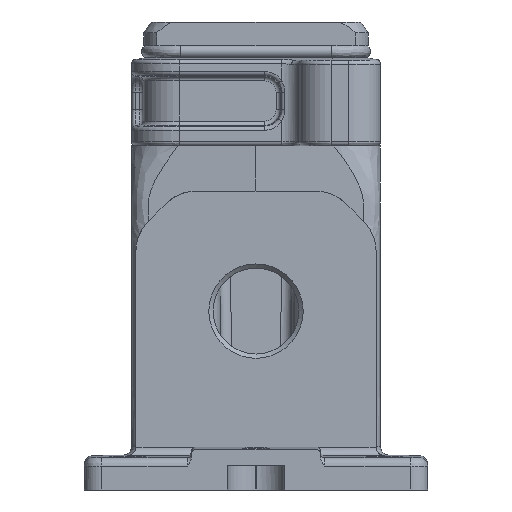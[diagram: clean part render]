
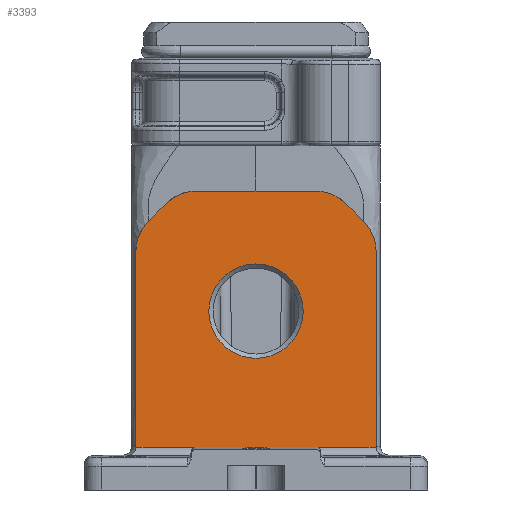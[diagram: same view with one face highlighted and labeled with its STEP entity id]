
A CAD part, left-side view. The second image highlights one B-rep face of the part: STEP entity #3393.
In plain terms, the highlighted planar face has unit normal (-1, 0, 0).
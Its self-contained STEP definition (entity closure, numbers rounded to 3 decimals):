
#1430=ELLIPSE('',#21318,2.,2.);
#1431=ELLIPSE('',#21319,1.,1.);
#1432=ELLIPSE('',#21320,1.,1.);
#1433=ELLIPSE('',#21321,2.,2.);
#3393=ADVANCED_FACE('',(#4880,#4881),#4005,.F.);
#4005=PLANE('',#21322);
#4657=CIRCLE('',#21313,11.);
#4658=CIRCLE('',#21314,10.);
#4659=CIRCLE('',#21315,10.);
#4660=CIRCLE('',#21316,10.);
#4661=CIRCLE('',#21317,10.);
#4880=FACE_BOUND('',#5789,.T.);
#4881=FACE_BOUND('',#5790,.T.);
#5789=EDGE_LOOP('',(#9951));
#5790=EDGE_LOOP('',(#9952,#9953,#9954,#9955,#9956,#9957,#9958,#9959,#9960,
#9961,#9962,#9963,#9964,#9965,#9966,#9967));
#9951=ORIENTED_EDGE('',*,*,#14692,.T.);
#9952=ORIENTED_EDGE('',*,*,#14682,.F.);
#9953=ORIENTED_EDGE('',*,*,#14693,.T.);
#9954=ORIENTED_EDGE('',*,*,#14684,.F.);
#9955=ORIENTED_EDGE('',*,*,#14694,.T.);
#9956=ORIENTED_EDGE('',*,*,#14690,.F.);
#9957=ORIENTED_EDGE('',*,*,#14695,.F.);
#9958=ORIENTED_EDGE('',*,*,#14696,.T.);
#9959=ORIENTED_EDGE('',*,*,#14697,.F.);
#9960=ORIENTED_EDGE('',*,*,#14698,.T.);
#9961=ORIENTED_EDGE('',*,*,#14699,.F.);
#9962=ORIENTED_EDGE('',*,*,#14700,.F.);
#9963=ORIENTED_EDGE('',*,*,#14701,.F.);
#9964=ORIENTED_EDGE('',*,*,#14654,.T.);
#9965=ORIENTED_EDGE('',*,*,#14702,.T.);
#9966=ORIENTED_EDGE('',*,*,#14703,.T.);
#9967=ORIENTED_EDGE('',*,*,#14704,.T.);
#12370=VERTEX_POINT('',#34630);
#12371=VERTEX_POINT('',#34631);
#12385=VERTEX_POINT('',#34782);
#12386=VERTEX_POINT('',#34784);
#12387=VERTEX_POINT('',#34788);
#12388=VERTEX_POINT('',#34789);
#12391=VERTEX_POINT('',#34801);
#12392=VERTEX_POINT('',#34803);
#12393=VERTEX_POINT('',#34807);
#12394=VERTEX_POINT('',#34811);
#12395=VERTEX_POINT('',#34813);
#12396=VERTEX_POINT('',#34815);
#12397=VERTEX_POINT('',#34817);
#12398=VERTEX_POINT('',#34819);
#12399=VERTEX_POINT('',#34821);
#12400=VERTEX_POINT('',#34824);
#12401=VERTEX_POINT('',#34826);
#14654=EDGE_CURVE('',#12370,#12371,#16969,.T.);
#14682=EDGE_CURVE('',#12385,#12386,#16979,.T.);
#14684=EDGE_CURVE('',#12387,#12388,#16981,.T.);
#14690=EDGE_CURVE('',#12391,#12392,#16986,.T.);
#14692=EDGE_CURVE('',#12393,#12393,#4657,.T.);
#14693=EDGE_CURVE('',#12385,#12388,#4658,.T.);
#14694=EDGE_CURVE('',#12387,#12392,#4659,.T.);
#14695=EDGE_CURVE('',#12394,#12391,#4660,.T.);
#14696=EDGE_CURVE('',#12394,#12395,#16988,.T.);
#14697=EDGE_CURVE('',#12396,#12395,#4661,.T.);
#14698=EDGE_CURVE('',#12396,#12397,#16989,.T.);
#14699=EDGE_CURVE('',#12398,#12397,#1430,.T.);
#14700=EDGE_CURVE('',#12399,#12398,#16990,.T.);
#14701=EDGE_CURVE('',#12370,#12399,#1431,.T.);
#14702=EDGE_CURVE('',#12371,#12400,#1432,.T.);
#14703=EDGE_CURVE('',#12400,#12401,#16991,.T.);
#14704=EDGE_CURVE('',#12401,#12386,#1433,.T.);
#16969=LINE('',#34629,#18577);
#16979=LINE('',#34783,#18587);
#16981=LINE('',#34787,#18589);
#16986=LINE('',#34802,#18594);
#16988=LINE('',#34812,#18596);
#16989=LINE('',#34816,#18597);
#16990=LINE('',#34820,#18598);
#16991=LINE('',#34825,#18599);
#18577=VECTOR('',#25594,1.);
#18587=VECTOR('',#25656,1.);
#18589=VECTOR('',#25660,1.);
#18594=VECTOR('',#25667,1.);
#18596=VECTOR('',#25679,1.);
#18597=VECTOR('',#25682,1.);
#18598=VECTOR('',#25685,1.);
#18599=VECTOR('',#25690,1.);
#21313=AXIS2_PLACEMENT_3D('',#34806,#25671,#25672);
#21314=AXIS2_PLACEMENT_3D('',#34808,#25673,#25674);
#21315=AXIS2_PLACEMENT_3D('',#34809,#25675,#25676);
#21316=AXIS2_PLACEMENT_3D('',#34810,#25677,#25678);
#21317=AXIS2_PLACEMENT_3D('',#34814,#25680,#25681);
#21318=AXIS2_PLACEMENT_3D('',#34818,#25683,#25684);
#21319=AXIS2_PLACEMENT_3D('',#34822,#25686,#25687);
#21320=AXIS2_PLACEMENT_3D('',#34823,#25688,#25689);
#21321=AXIS2_PLACEMENT_3D('',#34827,#25691,#25692);
#21322=AXIS2_PLACEMENT_3D('',#34828,#25693,#25694);
#25594=DIRECTION('',(0.,-1.,0.));
#25656=DIRECTION('',(0.,0.,-1.));
#25660=DIRECTION('',(0.,-0.707,-0.707));
#25667=DIRECTION('',(0.,-1.,0.));
#25671=DIRECTION('',(1.,0.,0.));
#25672=DIRECTION('',(0.,1.,0.));
#25673=DIRECTION('',(-1.,0.,0.));
#25674=DIRECTION('',(0.,-1.,0.));
#25675=DIRECTION('',(-1.,0.,0.));
#25676=DIRECTION('',(0.,-1.,0.));
#25677=DIRECTION('',(1.,0.,0.));
#25678=DIRECTION('',(0.,1.,0.));
#25679=DIRECTION('',(0.,0.707,-0.707));
#25680=DIRECTION('',(1.,0.,0.));
#25681=DIRECTION('',(0.,1.,0.));
#25682=DIRECTION('',(0.,0.,-1.));
#25683=DIRECTION('',(-1.,0.,0.));
#25684=DIRECTION('',(0.,0.,1.));
#25685=DIRECTION('',(0.,1.,0.));
#25686=DIRECTION('',(-1.,0.,0.));
#25687=DIRECTION('',(0.,0.,-1.));
#25688=DIRECTION('',(1.,0.,0.));
#25689=DIRECTION('',(0.,0.,-1.));
#25690=DIRECTION('',(0.,-1.,0.));
#25691=DIRECTION('',(1.,0.,0.));
#25692=DIRECTION('',(0.,0.,1.));
#25693=DIRECTION('',(1.,0.,0.));
#25694=DIRECTION('',(0.,-1.,0.));
#34629=CARTESIAN_POINT('',(-49.6,-15.,-70.2));
#34630=CARTESIAN_POINT('',(-49.6,14.,-70.2));
#34631=CARTESIAN_POINT('',(-49.6,-14.,-70.2));
#34782=CARTESIAN_POINT('',(-49.6,-28.,-24.642));
#34783=CARTESIAN_POINT('',(-49.6,-28.,-72.5));
#34784=CARTESIAN_POINT('',(-49.6,-28.,-70.2));
#34787=CARTESIAN_POINT('',(-49.6,-28.,-20.5));
#34788=CARTESIAN_POINT('',(-49.6,-20.929,-13.429));
#34789=CARTESIAN_POINT('',(-49.6,-25.071,-17.571));
#34801=CARTESIAN_POINT('',(-49.6,13.858,-10.5));
#34802=CARTESIAN_POINT('',(-49.6,-18.,-10.5));
#34803=CARTESIAN_POINT('',(-49.6,-13.858,-10.5));
#34806=CARTESIAN_POINT('',(-49.6,0.,-38.5));
#34807=CARTESIAN_POINT('',(-49.6,11.,-38.5));
#34808=CARTESIAN_POINT('',(-49.6,-18.,-24.642));
#34809=CARTESIAN_POINT('',(-49.6,-13.858,-20.5));
#34810=CARTESIAN_POINT('',(-49.6,13.858,-20.5));
#34811=CARTESIAN_POINT('',(-49.6,20.929,-13.429));
#34812=CARTESIAN_POINT('',(-49.6,28.,-20.5));
#34813=CARTESIAN_POINT('',(-49.6,25.071,-17.571));
#34814=CARTESIAN_POINT('',(-49.6,18.,-24.642));
#34815=CARTESIAN_POINT('',(-49.6,28.,-24.642));
#34816=CARTESIAN_POINT('',(-49.6,28.,-72.5));
#34817=CARTESIAN_POINT('',(-49.6,28.,-70.2));
#34818=CARTESIAN_POINT('',(-49.6,30.,-70.2));
#34819=CARTESIAN_POINT('',(-49.6,28.,-70.235));
#34820=CARTESIAN_POINT('',(-49.6,28.,-70.235));
#34821=CARTESIAN_POINT('',(-49.6,14.262,-70.235));
#34822=CARTESIAN_POINT('',(-49.6,14.,-71.2));
#34823=CARTESIAN_POINT('',(-49.6,-14.,-71.2));
#34824=CARTESIAN_POINT('',(-49.6,-14.262,-70.235));
#34825=CARTESIAN_POINT('',(-49.6,-28.,-70.235));
#34826=CARTESIAN_POINT('',(-49.6,-28.,-70.235));
#34827=CARTESIAN_POINT('',(-49.6,-30.,-70.2));
#34828=CARTESIAN_POINT('',(-49.6,-28.,-72.5));
